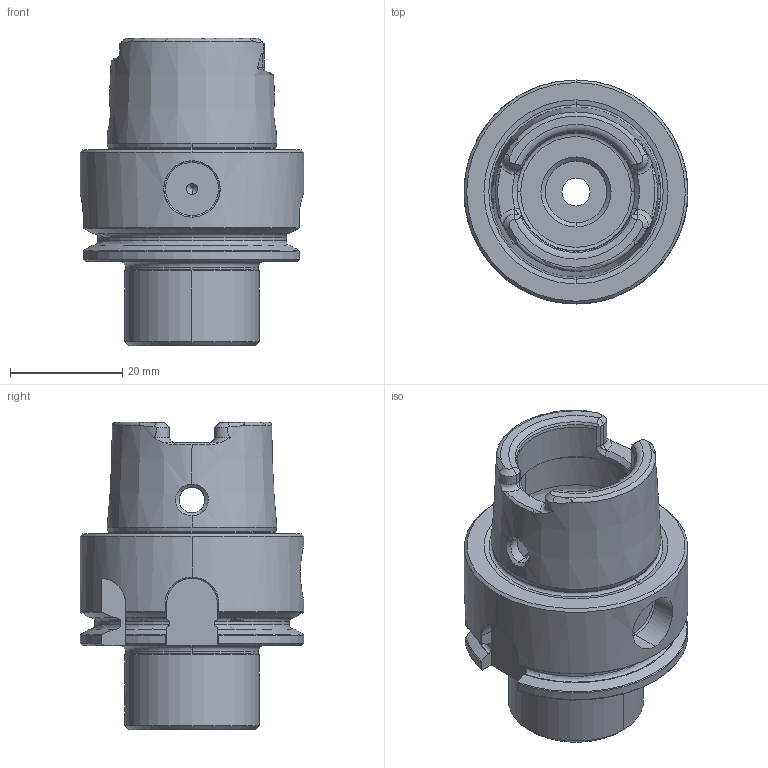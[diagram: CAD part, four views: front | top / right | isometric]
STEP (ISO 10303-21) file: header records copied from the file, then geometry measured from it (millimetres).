
FILE_DESCRIPTION(('no description'),'unknown implementation level');
FILE_NAME('DDB51D52-F0E5-45FA-8B78-475FD2A15207_export.stp',' ',('CIMSOURCE GmbH'),('CADClick - KiM GmbH - www.kimweb.de'),'unknown preprocess','ACIS','unknown authorization');
FILE_SCHEMA(('automotive_design'));
Length unit declared in the file: millimetre
Products named in the file (2): 328.277F Kaiser HSK-A40xCKB2x45|690.432 Kaiser ETL M5 X 6,5 CK2;Schnitt-Linear austragen2; 328.277F Kaiser HSK-A40xCKB2x45|328.277F Kaiser HSK-A40xCKB2x45_Standart;Schnitt-Rotation12
Bounding box: 39.95 x 39.95 x 54.9 mm (x, y, z)
Volume: 27915.1 mm3; surface area: 11511.4 mm2
Topology: 2 solids, 2 shells, 268 faces, 702 edges, 435 vertices
Faces by surface type: plane 81, cone 80, cylinder 61, torus 34, bspline 12
Entity records: 19295 total; most frequent: CARTESIAN_POINT 5090, STYLED_ITEM 1403, PRESENTATION_STYLE_ASSIGNMENT 1403, COLOUR_RGB 1403, ORIENTED_EDGE 1396, DIRECTION 1300, EDGE_CURVE 698, CURVE_STYLE 698
